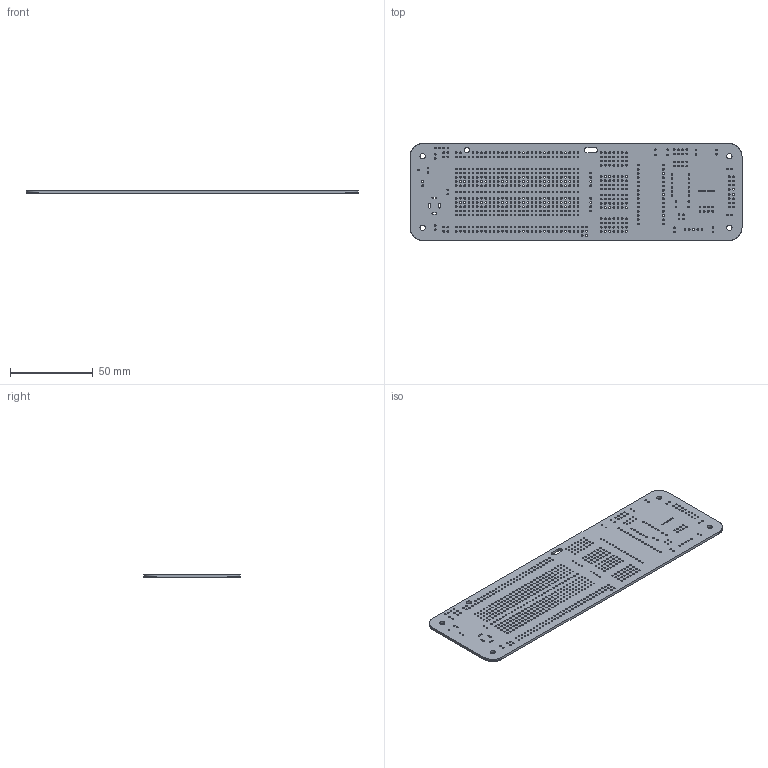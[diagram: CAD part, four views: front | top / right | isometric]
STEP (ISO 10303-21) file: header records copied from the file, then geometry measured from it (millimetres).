
FILE_DESCRIPTION(('PTSolns Proto-N2RF'),'2;1');
FILE_NAME( 'PTSolns_Proto-N2RF.step', '2025-02-13T12:21:26', ('PTSolns'), (''), 'v1.0', '', '');
FILE_SCHEMA(('AUTOMOTIVE_DESIGN { 1 0 10303 214 1 1 1 1 }'));
Length unit declared in the file: millimetre
Products named in the file (1): PTSolns_Proto_N2RF
Bounding box: 200.66 x 58.42 x 1.6 mm (x, y, z)
Volume: 17662.7 mm3; surface area: 26628.9 mm2
Topology: 1 solids, 1 shells, 953 faces, 2853 edges, 1902 vertices
Faces by surface type: cylinder 721, plane 232
Full cylindrical faces by diameter (mm): 0.65 x8, 1 x708, 3.2 x5
Entity records: 35775 total; most frequent: DIRECTION 6203, CARTESIAN_POINT 5709, ORIENTED_EDGE 5706, EDGE_CURVE 2853, FACE_BOUND 2405, EDGE_LOOP 2405, AXIS2_PLACEMENT_3D 2396, VERTEX_POINT 1902
